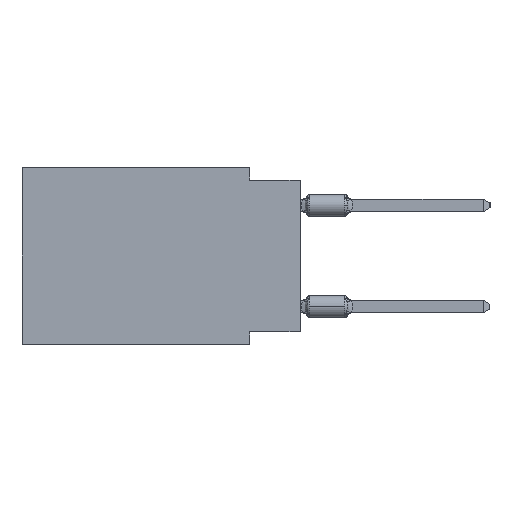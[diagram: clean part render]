
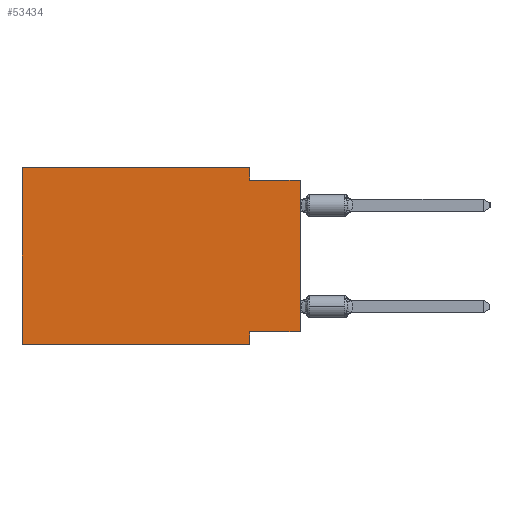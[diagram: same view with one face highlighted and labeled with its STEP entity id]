
A CAD part, left-side view. The second image highlights one B-rep face of the part: STEP entity #53434.
In plain terms, the highlighted planar face has unit normal (-1, 0, 0).
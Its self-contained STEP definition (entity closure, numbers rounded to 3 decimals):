
#1008 = LINE ( 'NONE', #4570, #20239 ) ;
#1174 = VECTOR ( 'NONE', #25631, 1000. ) ;
#1479 = DIRECTION ( 'NONE',  ( 0., 1., 0. ) ) ;
#1626 = ORIENTED_EDGE ( 'NONE', *, *, #13145, .F. ) ;
#1864 = LINE ( 'NONE', #18413, #30839 ) ;
#2231 = LINE ( 'NONE', #18777, #45350 ) ;
#4472 = CARTESIAN_POINT ( 'NONE',  ( 0., 2.54, 0. ) ) ;
#4570 = CARTESIAN_POINT ( 'NONE',  ( 0., 13.97, 0. ) ) ;
#4770 = VECTOR ( 'NONE', #36028, 1000. ) ;
#5031 = CARTESIAN_POINT ( 'NONE',  ( 0., 13.97, 0. ) ) ;
#5692 = DIRECTION ( 'NONE',  ( 0., -1., 0. ) ) ;
#6046 = ORIENTED_EDGE ( 'NONE', *, *, #10835, .F. ) ;
#9993 = EDGE_CURVE ( 'NONE', #39202, #53642, #47219, .T. ) ;
#10295 = CARTESIAN_POINT ( 'NONE',  ( 0., 2.54, 0. ) ) ;
#10306 = DIRECTION ( 'NONE',  ( 0., -1., 0. ) ) ;
#10835 = EDGE_CURVE ( 'NONE', #39940, #48983, #2231, .T. ) ;
#12696 = CARTESIAN_POINT ( 'NONE',  ( 0., 0., -8.255 ) ) ;
#12913 = ORIENTED_EDGE ( 'NONE', *, *, #20768, .T. ) ;
#13145 = EDGE_CURVE ( 'NONE', #44620, #32421, #16680, .T. ) ;
#13224 = VECTOR ( 'NONE', #1479, 1000. ) ;
#13734 = VERTEX_POINT ( 'NONE', #34242 ) ;
#16350 = EDGE_CURVE ( 'NONE', #13734, #39940, #30236, .T. ) ;
#16680 = LINE ( 'NONE', #5031, #1174 ) ;
#17038 = CARTESIAN_POINT ( 'NONE',  ( 0., 13.97, 0. ) ) ;
#17206 = DIRECTION ( 'NONE',  ( 1., 0., 0. ) ) ;
#17325 = CARTESIAN_POINT ( 'NONE',  ( 0., 13.97, -8.89 ) ) ;
#17958 = VECTOR ( 'NONE', #24777, 1000. ) ;
#18413 = CARTESIAN_POINT ( 'NONE',  ( 0., 13.97, -8.89 ) ) ;
#18746 = ORIENTED_EDGE ( 'NONE', *, *, #16350, .F. ) ;
#18777 = CARTESIAN_POINT ( 'NONE',  ( 0., 2.54, -8.89 ) ) ;
#19289 = DIRECTION ( 'NONE',  ( 0., 0., -1. ) ) ;
#20239 = VECTOR ( 'NONE', #38192, 1000. ) ;
#20768 = EDGE_CURVE ( 'NONE', #44620, #48983, #1864, .T. ) ;
#21286 = FACE_OUTER_BOUND ( 'NONE', #40767, .T. ) ;
#22092 = EDGE_CURVE ( 'NONE', #13734, #53642, #45145, .T. ) ;
#22184 = ORIENTED_EDGE ( 'NONE', *, *, #22092, .T. ) ;
#24777 = DIRECTION ( 'NONE',  ( 0., 0., 1. ) ) ;
#25631 = DIRECTION ( 'NONE',  ( 0., 0., 1. ) ) ;
#30236 = LINE ( 'NONE', #12696, #13224 ) ;
#30482 = ORIENTED_EDGE ( 'NONE', *, *, #40065, .F. ) ;
#30839 = VECTOR ( 'NONE', #5692, 1000. ) ;
#30916 = CARTESIAN_POINT ( 'NONE',  ( 0., 0., -0.635 ) ) ;
#31909 = CARTESIAN_POINT ( 'NONE',  ( 0., 2.54, -0.635 ) ) ;
#32421 = VERTEX_POINT ( 'NONE', #17038 ) ;
#32497 = LINE ( 'NONE', #4472, #4770 ) ;
#33494 = DIRECTION ( 'NONE',  ( 0., 0., -1. ) ) ;
#34242 = CARTESIAN_POINT ( 'NONE',  ( 0., 0., -8.255 ) ) ;
#36028 = DIRECTION ( 'NONE',  ( 0., 0., -1. ) ) ;
#37640 = CARTESIAN_POINT ( 'NONE',  ( 0., 2.54, -8.89 ) ) ;
#37839 = PLANE ( 'NONE',  #39433 ) ;
#38192 = DIRECTION ( 'NONE',  ( 0., -1., 0. ) ) ;
#39190 = VECTOR ( 'NONE', #10306, 1000. ) ;
#39202 = VERTEX_POINT ( 'NONE', #31909 ) ;
#39433 = AXIS2_PLACEMENT_3D ( 'NONE', #41121, #17206, #33494 ) ;
#39940 = VERTEX_POINT ( 'NONE', #44473 ) ;
#40065 = EDGE_CURVE ( 'NONE', #32421, #49906, #1008, .T. ) ;
#40767 = EDGE_LOOP ( 'NONE', ( #22184, #53455, #48900, #30482, #1626, #12913, #6046, #18746 ) ) ;
#41121 = CARTESIAN_POINT ( 'NONE',  ( 0., 13.97, 0. ) ) ;
#43262 = CARTESIAN_POINT ( 'NONE',  ( 0., 0., -0.635 ) ) ;
#44473 = CARTESIAN_POINT ( 'NONE',  ( 0., 2.54, -8.255 ) ) ;
#44620 = VERTEX_POINT ( 'NONE', #17325 ) ;
#44931 = EDGE_CURVE ( 'NONE', #49906, #39202, #32497, .T. ) ;
#45145 = LINE ( 'NONE', #49217, #17958 ) ;
#45350 = VECTOR ( 'NONE', #19289, 1000. ) ;
#47219 = LINE ( 'NONE', #30916, #39190 ) ;
#48900 = ORIENTED_EDGE ( 'NONE', *, *, #44931, .F. ) ;
#48983 = VERTEX_POINT ( 'NONE', #37640 ) ;
#49217 = CARTESIAN_POINT ( 'NONE',  ( 0., 0., 0. ) ) ;
#49906 = VERTEX_POINT ( 'NONE', #10295 ) ;
#53434 = ADVANCED_FACE ( 'NONE', ( #21286 ), #37839, .F. ) ;
#53455 = ORIENTED_EDGE ( 'NONE', *, *, #9993, .F. ) ;
#53642 = VERTEX_POINT ( 'NONE', #43262 ) ;
